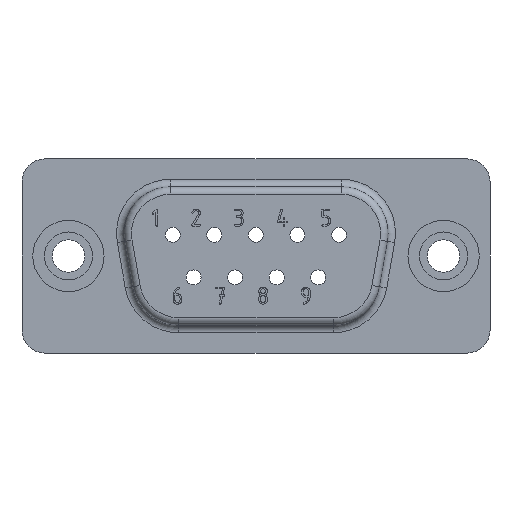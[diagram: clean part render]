
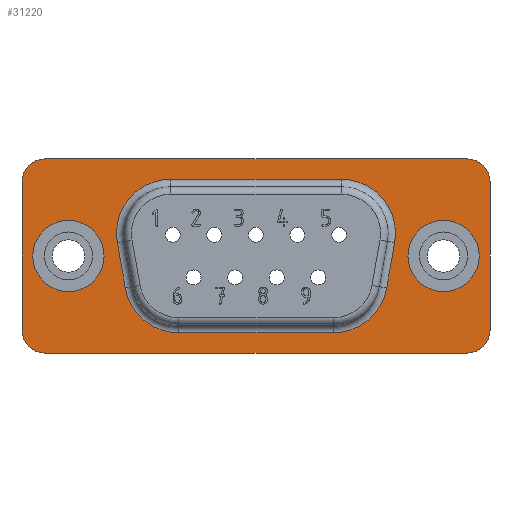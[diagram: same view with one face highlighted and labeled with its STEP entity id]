
A CAD part, front view. The second image highlights one B-rep face of the part: STEP entity #31220.
In plain terms, the highlighted face is planar.
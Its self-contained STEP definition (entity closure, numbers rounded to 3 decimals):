
#3550=CARTESIAN_POINT('',(-209.471,206.332,0.66));
#3560=VERTEX_POINT('',#3550);
#3590=CARTESIAN_POINT('',(-210.971,206.332,0.66));
#3600=DIRECTION('',(0.,0.,-1.));
#3610=DIRECTION('',(-1.,0.,0.));
#3620=AXIS2_PLACEMENT_3D('',#3590,#3600,#3610);
#3630=CIRCLE('',#3620,1.5);
#3640=CARTESIAN_POINT('',(-210.971,207.832,0.66));
#3650=VERTEX_POINT('',#3640);
#3660=EDGE_CURVE('',#3650,#3560,#3630,.T.);
#7110=CARTESIAN_POINT('',(-220.901,206.332,0.66));
#7120=DIRECTION('',(0.,0.,1.));
#7130=DIRECTION('',(1.,0.,0.));
#7140=AXIS2_PLACEMENT_3D('',#7110,#7120,#7130);
#7150=CIRCLE('',#7140,1.5);
#7160=CARTESIAN_POINT('',(-220.901,207.832,0.66));
#7170=VERTEX_POINT('',#7160);
#7180=CARTESIAN_POINT('',(-222.401,206.332,0.66));
#7190=VERTEX_POINT('',#7180);
#7200=EDGE_CURVE('',#7170,#7190,#7150,.T.);
#12060=CARTESIAN_POINT('',(-194.125,207.832,
0.66));
#12070=DIRECTION('',(1.,0.,0.));
#12080=VECTOR('',#12070,1.);
#12090=LINE('',#12060,#12080);
#12100=EDGE_CURVE('',#7170,#3650,#12090,.T.);
#28580=CARTESIAN_POINT('',(-194.125,176.642,
0.66));
#28590=DIRECTION('',(-1.,0.,0.));
#28600=VECTOR('',#28590,1.);
#28610=LINE('',#28580,#28600);
#28620=CARTESIAN_POINT('',(-210.971,176.642,0.66));
#28630=VERTEX_POINT('',#28620);
#28640=CARTESIAN_POINT('',(-220.901,176.642,0.66));
#28650=VERTEX_POINT('',#28640);
#28660=EDGE_CURVE('',#28630,#28650,#28610,.T.);
#29670=CARTESIAN_POINT('',(-222.401,178.142,0.66));
#29680=VERTEX_POINT('',#29670);
#29710=CARTESIAN_POINT('',(-220.901,178.142,0.66));
#29720=DIRECTION('',(0.,0.,-1.));
#29730=DIRECTION('',(-1.,0.,0.));
#29740=AXIS2_PLACEMENT_3D('',#29710,#29720,#29730);
#29750=CIRCLE('',#29740,1.5);
#29760=EDGE_CURVE('',#28650,#29680,#29750,.T.);
#29890=CARTESIAN_POINT('',(-216.595,199.822,
0.66));
#29900=DIRECTION('',(0.,0.,1.));
#29910=DIRECTION('',(-1.,0.,0.));
#29920=AXIS2_PLACEMENT_3D('',#29890,#29900,#29910);
#29930=PLANE('',#29920);
#29940=CARTESIAN_POINT('',(-215.936,179.737,0.66));
#29950=DIRECTION('',(0.,0.,1.));
#29960=DIRECTION('',(0.,-1.,0.));
#29970=AXIS2_PLACEMENT_3D('',#29940,#29950,#29960);
#29980=CIRCLE('',#29970,2.375);
#29990=CARTESIAN_POINT('',(-215.936,177.362,0.66));
#30000=VERTEX_POINT('',#29990);
#30010=CARTESIAN_POINT('',(-215.936,182.112,0.66));
#30020=VERTEX_POINT('',#30010);
#30030=EDGE_CURVE('',#30000,#30020,#29980,.T.);
#30040=ORIENTED_EDGE('',*,*,#30030,.F.);
#30050=EDGE_CURVE('',#30020,#30000,#29980,.T.);
#30060=ORIENTED_EDGE('',*,*,#30050,.F.);
#30070=EDGE_LOOP('',(#30060,#30040));
#30080=FACE_BOUND('',#30070,.T.);
#30090=CARTESIAN_POINT('',(-215.936,204.737,0.66));
#30100=DIRECTION('',(0.,0.,1.));
#30110=DIRECTION('',(0.,-1.,0.));
#30120=AXIS2_PLACEMENT_3D('',#30090,#30100,#30110);
#30130=CIRCLE('',#30120,2.375);
#30140=CARTESIAN_POINT('',(-215.936,202.362,0.66));
#30150=VERTEX_POINT('',#30140);
#30160=CARTESIAN_POINT('',(-215.936,207.112,0.66));
#30170=VERTEX_POINT('',#30160);
#30180=EDGE_CURVE('',#30150,#30170,#30130,.T.);
#30190=ORIENTED_EDGE('',*,*,#30180,.F.);
#30200=EDGE_CURVE('',#30170,#30150,#30130,.T.);
#30210=ORIENTED_EDGE('',*,*,#30200,.F.);
#30220=EDGE_LOOP('',(#30210,#30190));
#30230=FACE_BOUND('',#30220,.T.);
#30240=CARTESIAN_POINT('',(-214.421,197.935,
0.66));
#30250=DIRECTION('',(0.,0.,-1.));
#30260=DIRECTION('',(-1.,0.,0.));
#30270=AXIS2_PLACEMENT_3D('',#30240,#30250,#30260);
#30280=CIRCLE('',#30270,3.6);
#30290=CARTESIAN_POINT('',(-215.046,201.48,
0.66));
#30300=VERTEX_POINT('',#30290);
#30310=CARTESIAN_POINT('',(-210.821,197.935,
0.66));
#30320=VERTEX_POINT('',#30310);
#30330=EDGE_CURVE('',#30300,#30320,#30280,.T.);
#30340=ORIENTED_EDGE('',*,*,#30330,.T.);
#30350=CARTESIAN_POINT('',(-194.125,205.169,
0.66));
#30360=DIRECTION('',(-0.985,-0.174,0.));
#30370=VECTOR('',#30360,1.);
#30380=LINE('',#30350,#30370);
#30390=CARTESIAN_POINT('',(-218.076,200.946,
0.66));
#30400=VERTEX_POINT('',#30390);
#30410=EDGE_CURVE('',#30300,#30400,#30380,.T.);
#30420=ORIENTED_EDGE('',*,*,#30410,.F.);
#30430=CARTESIAN_POINT('',(-217.451,197.401,
0.66));
#30440=DIRECTION('',(0.,0.,-1.));
#30450=DIRECTION('',(-1.,0.,0.));
#30460=AXIS2_PLACEMENT_3D('',#30430,#30440,#30450);
#30470=CIRCLE('',#30460,3.6);
#30480=CARTESIAN_POINT('',(-221.051,197.401,
0.66));
#30490=VERTEX_POINT('',#30480);
#30500=EDGE_CURVE('',#30490,#30400,#30470,.T.);
#30510=ORIENTED_EDGE('',*,*,#30500,.T.);
#30520=CARTESIAN_POINT('',(-221.051,175.246,
0.66));
#30530=DIRECTION('',(0.,-1.,0.));
#30540=VECTOR('',#30530,1.);
#30550=LINE('',#30520,#30540);
#30560=CARTESIAN_POINT('',(-221.051,187.074,
0.66));
#30570=VERTEX_POINT('',#30560);
#30580=EDGE_CURVE('',#30490,#30570,#30550,.T.);
#30590=ORIENTED_EDGE('',*,*,#30580,.F.);
#30600=CARTESIAN_POINT('',(-217.451,187.074,
0.66));
#30610=DIRECTION('',(0.,0.,-1.));
#30620=DIRECTION('',(-1.,0.,0.));
#30630=AXIS2_PLACEMENT_3D('',#30600,#30610,#30620);
#30640=CIRCLE('',#30630,3.6);
#30650=CARTESIAN_POINT('',(-218.076,183.528,
0.66));
#30660=VERTEX_POINT('',#30650);
#30670=EDGE_CURVE('',#30660,#30570,#30640,.T.);
#30680=ORIENTED_EDGE('',*,*,#30670,.T.);
#30690=CARTESIAN_POINT('',(-194.125,179.305,
0.66));
#30700=DIRECTION('',(0.985,-0.174,0.));
#30710=VECTOR('',#30700,1.);
#30720=LINE('',#30690,#30710);
#30730=CARTESIAN_POINT('',(-215.046,182.994,
0.66));
#30740=VERTEX_POINT('',#30730);
#30750=EDGE_CURVE('',#30660,#30740,#30720,.T.);
#30760=ORIENTED_EDGE('',*,*,#30750,.F.);
#30770=CARTESIAN_POINT('',(-214.421,186.539,
0.66));
#30780=DIRECTION('',(0.,0.,-1.));
#30790=DIRECTION('',(-1.,0.,0.));
#30800=AXIS2_PLACEMENT_3D('',#30770,#30780,#30790);
#30810=CIRCLE('',#30800,3.6);
#30820=CARTESIAN_POINT('',(-210.821,186.539,
0.66));
#30830=VERTEX_POINT('',#30820);
#30840=EDGE_CURVE('',#30830,#30740,#30810,.T.);
#30850=ORIENTED_EDGE('',*,*,#30840,.T.);
#30860=CARTESIAN_POINT('',(-210.821,175.246,
0.66));
#30870=DIRECTION('',(0.,1.,0.));
#30880=VECTOR('',#30870,1.);
#30890=LINE('',#30860,#30880);
#30900=EDGE_CURVE('',#30830,#30320,#30890,.T.);
#30910=ORIENTED_EDGE('',*,*,#30900,.F.);
#30920=EDGE_LOOP('',(#30910,#30850,#30760,#30680,#30590,#30510,#30420,
#30340));
#30930=FACE_BOUND('',#30920,.T.);
#30940=ORIENTED_EDGE('',*,*,#7200,.T.);
#30950=ORIENTED_EDGE('',*,*,#12100,.F.);
#30960=ORIENTED_EDGE('',*,*,#3660,.F.);
#30970=CARTESIAN_POINT('',(-209.471,175.246,
0.66));
#30980=DIRECTION('',(0.,-1.,0.));
#30990=VECTOR('',#30980,1.);
#31000=LINE('',#30970,#30990);
#31010=CARTESIAN_POINT('',(-209.471,178.142,0.66));
#31020=VERTEX_POINT('',#31010);
#31030=EDGE_CURVE('',#3560,#31020,#31000,.T.);
#31040=ORIENTED_EDGE('',*,*,#31030,.F.);
#31050=CARTESIAN_POINT('',(-210.971,178.142,0.66));
#31060=DIRECTION('',(0.,0.,1.));
#31070=DIRECTION('',(1.,0.,0.));
#31080=AXIS2_PLACEMENT_3D('',#31050,#31060,#31070);
#31090=CIRCLE('',#31080,1.5);
#31100=EDGE_CURVE('',#28630,#31020,#31090,.T.);
#31110=ORIENTED_EDGE('',*,*,#31100,.T.);
#31120=ORIENTED_EDGE('',*,*,#28660,.F.);
#31130=ORIENTED_EDGE('',*,*,#29760,.F.);
#31140=CARTESIAN_POINT('',(-222.401,175.246,
0.66));
#31150=DIRECTION('',(0.,1.,0.));
#31160=VECTOR('',#31150,1.);
#31170=LINE('',#31140,#31160);
#31180=EDGE_CURVE('',#29680,#7190,#31170,.T.);
#31190=ORIENTED_EDGE('',*,*,#31180,.F.);
#31200=EDGE_LOOP('',(#31190,#31130,#31120,#31110,#31040,#30960,#30950,
#30940));
#31210=FACE_OUTER_BOUND('',#31200,.T.);
#31220=ADVANCED_FACE('',(#30080,#30230,#30930,#31210),#29930,.T.);
